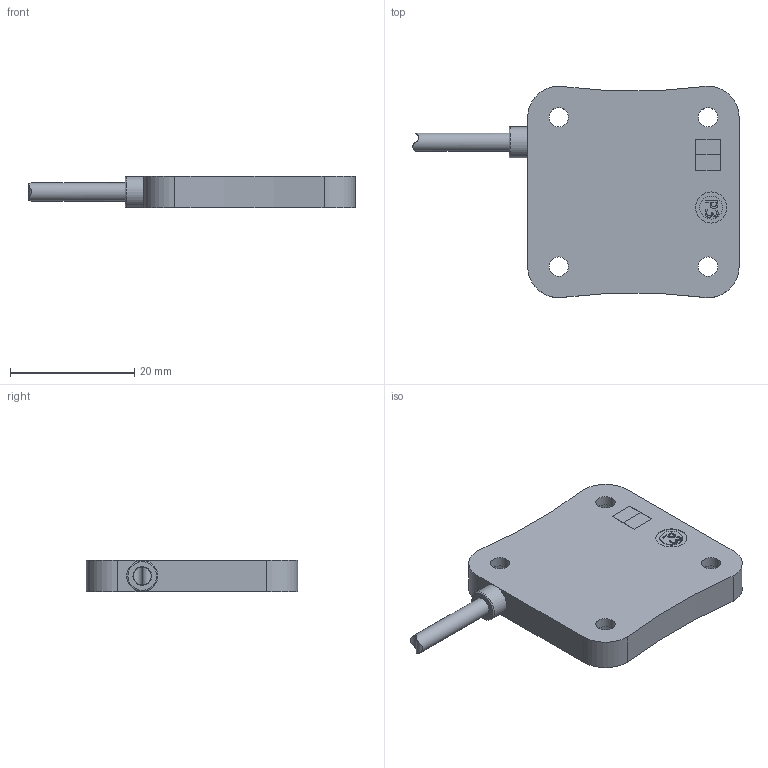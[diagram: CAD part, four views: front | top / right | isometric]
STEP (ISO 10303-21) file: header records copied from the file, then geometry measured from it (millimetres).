
FILE_DESCRIPTION(/* description */ (''),/* implementation_level */ '2;1');
FILE_NAME(/* name */ 'KA8981_Shrinkwrap_1.stp',/* time_stamp */ '2021-10-04T14:22:49+02:00',/* author */ ('Krieger Anja'),/* organization */ (''),/* preprocessor_version */ 'ST-DEVELOPER v18.1',/* originating_system */ 'Autodesk Inventor 2021',/* authorisation */ '');
FILE_SCHEMA (('AUTOMOTIVE_DESIGN { 1 0 10303 214 3 1 1 }'));
Length unit declared in the file: millimetre
Products named in the file (1): KA8981_Shrinkwrap_1
Bounding box: 52.46 x 34 x 5 mm (x, y, z)
Volume: 5328.7 mm3; surface area: 3336.7 mm2
Topology: 1 solids, 1 shells, 105 faces, 263 edges, 175 vertices
Faces by surface type: plane 54, bspline 27, cylinder 23, torus 1
Full cylindrical faces by diameter (mm): 2.9 x1, 3 x1, 3.1 x4, 3.7 x1, 5 x2, 5.5 x4, 15.5 x1, 20 x1
Entity records: 3634 total; most frequent: CARTESIAN_POINT 1044, ORIENTED_EDGE 526, DIRECTION 409, EDGE_CURVE 263, VERTEX_POINT 175, LINE 159, VECTOR 159, EDGE_LOOP 128
